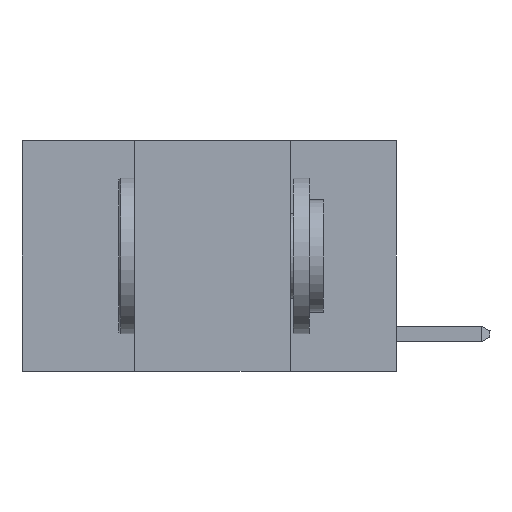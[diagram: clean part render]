
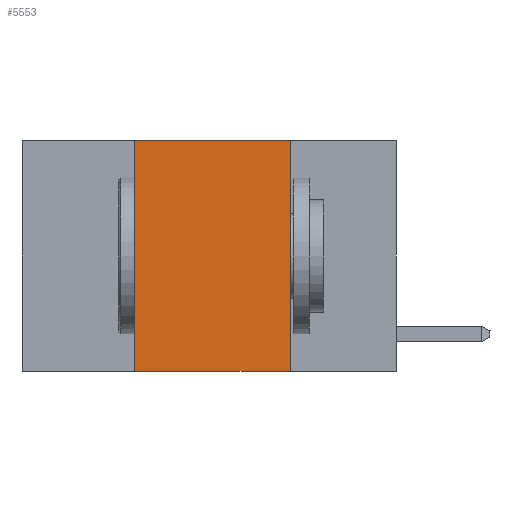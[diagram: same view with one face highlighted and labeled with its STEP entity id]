
A CAD part, left-side view. The second image highlights one B-rep face of the part: STEP entity #5553.
In plain terms, the highlighted planar face has unit normal (-1, 0, 0).
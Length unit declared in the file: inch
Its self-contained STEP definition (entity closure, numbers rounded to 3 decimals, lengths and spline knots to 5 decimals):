
#161 = ORIENTED_EDGE ( 'NONE', *, *, #8267, .F. ) ;
#237 = DIRECTION ( 'NONE',  ( 0., 0., 1. ) ) ;
#399 = VERTEX_POINT ( 'NONE', #2559 ) ;
#1054 = EDGE_LOOP ( 'NONE', ( #161, #4105, #6356, #1511 ) ) ;
#1092 = VECTOR ( 'NONE', #2758, 39.37008 ) ;
#1259 = LINE ( 'NONE', #3402, #5568 ) ;
#1511 = ORIENTED_EDGE ( 'NONE', *, *, #8757, .T. ) ;
#1910 = CARTESIAN_POINT ( 'NONE',  ( 0., 0.6, 0. ) ) ;
#1919 = PLANE ( 'NONE',  #5724 ) ;
#2559 = CARTESIAN_POINT ( 'NONE',  ( 0., 0.42, 0. ) ) ;
#2758 = DIRECTION ( 'NONE',  ( 0., -1., 0. ) ) ;
#2771 = CARTESIAN_POINT ( 'NONE',  ( 0., 0.6, 0. ) ) ;
#3155 = VERTEX_POINT ( 'NONE', #6211 ) ;
#3212 = EDGE_CURVE ( 'NONE', #399, #10626, #3315, .T. ) ;
#3240 = VECTOR ( 'NONE', #3808, 39.37008 ) ;
#3315 = LINE ( 'NONE', #1910, #1092 ) ;
#3402 = CARTESIAN_POINT ( 'NONE',  ( 0., 0.6, -0.37 ) ) ;
#3469 = DIRECTION ( 'NONE',  ( 0., 0., -1. ) ) ;
#3808 = DIRECTION ( 'NONE',  ( 0., 0., -1. ) ) ;
#3949 = CARTESIAN_POINT ( 'NONE',  ( 0., 0.17, -0.37 ) ) ;
#4105 = ORIENTED_EDGE ( 'NONE', *, *, #3212, .F. ) ;
#4222 = LINE ( 'NONE', #5866, #4732 ) ;
#4732 = VECTOR ( 'NONE', #237, 39.37008 ) ;
#4961 = FACE_OUTER_BOUND ( 'NONE', #1054, .T. ) ;
#4995 = DIRECTION ( 'NONE',  ( 0., -1., 0. ) ) ;
#5553 = ADVANCED_FACE ( 'NONE', ( #4961 ), #1919, .F. ) ;
#5559 = CARTESIAN_POINT ( 'NONE',  ( 0., 0.17, 0. ) ) ;
#5568 = VECTOR ( 'NONE', #4995, 39.37008 ) ;
#5724 = AXIS2_PLACEMENT_3D ( 'NONE', #2771, #7673, #3469 ) ;
#5866 = CARTESIAN_POINT ( 'NONE',  ( 0., 0.42, 0. ) ) ;
#6168 = VERTEX_POINT ( 'NONE', #3949 ) ;
#6211 = CARTESIAN_POINT ( 'NONE',  ( 0., 0.42, -0.37 ) ) ;
#6356 = ORIENTED_EDGE ( 'NONE', *, *, #10593, .F. ) ;
#7673 = DIRECTION ( 'NONE',  ( 1., 0., 0. ) ) ;
#8073 = CARTESIAN_POINT ( 'NONE',  ( 0., 0.17, 0. ) ) ;
#8267 = EDGE_CURVE ( 'NONE', #10626, #6168, #9784, .T. ) ;
#8757 = EDGE_CURVE ( 'NONE', #3155, #6168, #1259, .T. ) ;
#9784 = LINE ( 'NONE', #5559, #3240 ) ;
#10593 = EDGE_CURVE ( 'NONE', #3155, #399, #4222, .T. ) ;
#10626 = VERTEX_POINT ( 'NONE', #8073 ) ;
